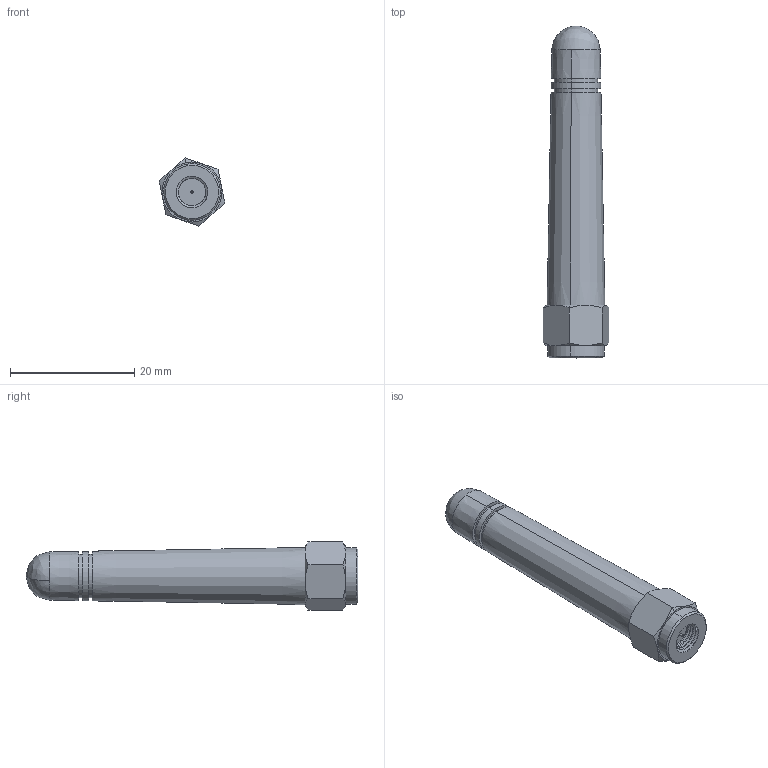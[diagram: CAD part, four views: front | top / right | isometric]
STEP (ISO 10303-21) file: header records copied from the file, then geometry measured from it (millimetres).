
FILE_DESCRIPTION (( 'STEP AP214' ), '1' );
FILE_NAME ('FM51RD1027_3D.step', '2023-12-01T22:09:56', ( '' ), ( '' ), 'SwSTEP 2.0', 'SolidWorks 2022', '' );
FILE_SCHEMA (( 'AUTOMOTIVE_DESIGN' ));
Length unit declared in the file: millimetre
Products named in the file (3): FM51RD1027_HEX. Connector; FM51RD1027_3D; HG72703RDR-SM_radome
Assembly tree (2 placements, depth 2):
  FM51RD1027_3D
    HG72703RDR-SM_radome
    FM51RD1027_HEX. Connector
Bounding box: 10.58 x 53.5 x 10.96 mm (x, y, z)
Volume: 740.9 mm3; surface area: 2673 mm2
Topology: 2 solids, 3 shells, 129 faces, 322 edges, 208 vertices
Faces by surface type: plane 46, cylinder 42, cone 34, bspline 7
Entity records: 5486 total; most frequent: CARTESIAN_POINT 1531, ORIENTED_EDGE 644, DIRECTION 627, EDGE_CURVE 322, AXIS2_PLACEMENT_3D 243, VERTEX_POINT 208, VECTOR 141, LINE 141
